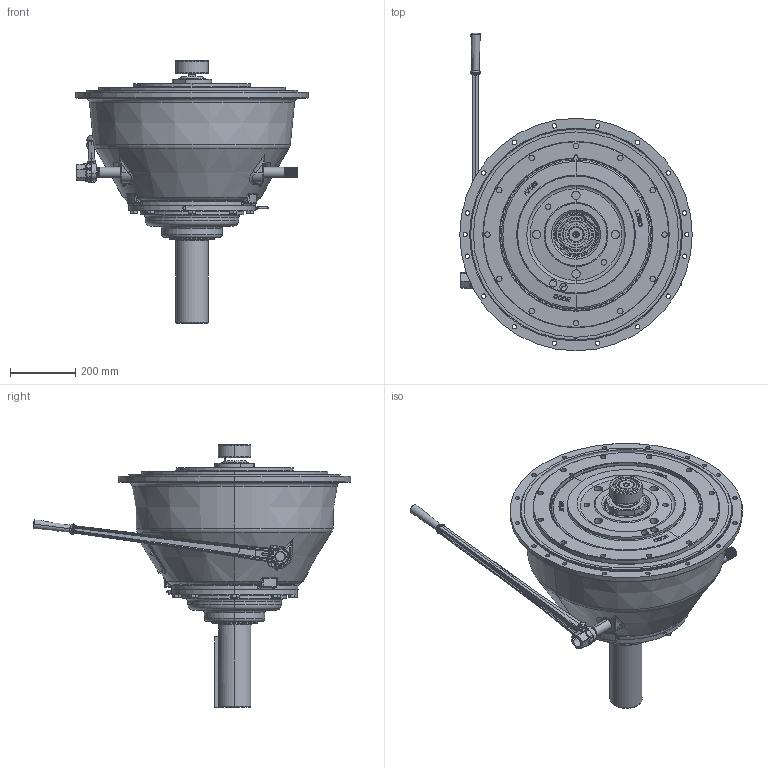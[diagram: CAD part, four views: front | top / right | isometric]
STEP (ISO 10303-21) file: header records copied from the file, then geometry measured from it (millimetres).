
FILE_DESCRIPTION (( 'STEP AP214' ), '1' );
FILE_NAME ('SP218P002.STEP', '2016-03-28T05:11:03', ( '' ), ( '' ), 'SwSTEP 2.0', 'SolidWorks 2010', '' );
FILE_SCHEMA (( 'AUTOMOTIVE_DESIGN' ));
Length unit declared in the file: millimetre
Products named in the file (1): SP218P002
Bounding box: 712.53 x 973.7 x 805.51 mm (x, y, z)
Surface area: 2683882.3 mm2 (no closed solid volume)
Topology: 0 solids, 102 shells, 1290 faces, 5578 edges, 4229 vertices
Faces by surface type: plane 436, cylinder 317, bspline 253, cone 137, torus 131, sphere 16
Entity records: 93842 total; most frequent: CARTESIAN_POINT 37725, DIRECTION 8240, ORIENTED_EDGE 8014, EDGE_CURVE 5554, VERTEX_POINT 4226, AXIS2_PLACEMENT_3D 3235, CIRCLE 2197, VECTOR 1770
